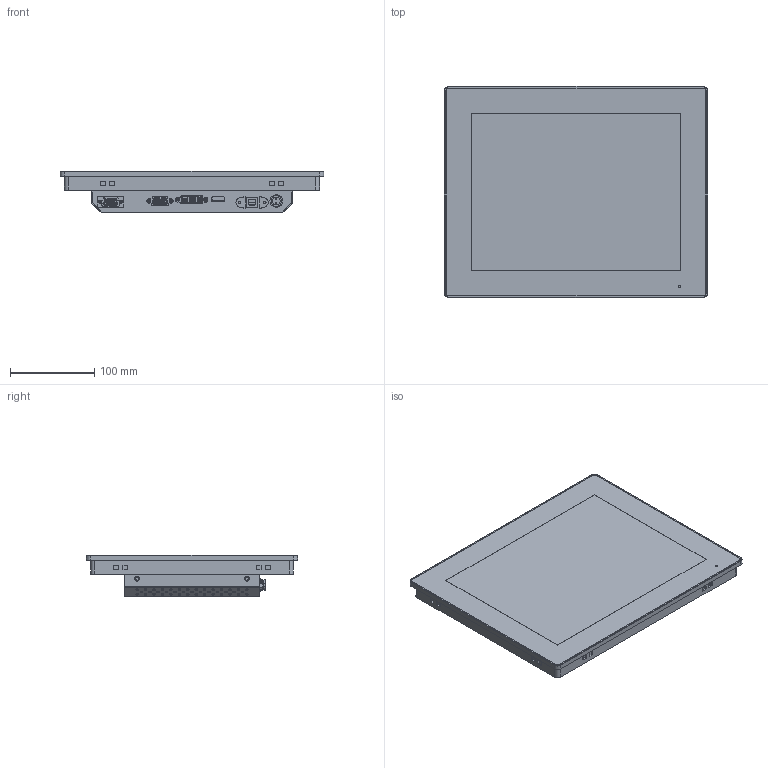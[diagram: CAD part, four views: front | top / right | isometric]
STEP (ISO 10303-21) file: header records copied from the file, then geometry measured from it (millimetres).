
FILE_DESCRIPTION (( 'STEP AP203' ), '1' );
FILE_NAME ('HT-12T-G珆尨ん.STEP', '2021-10-12T02:26:38', ( '' ), ( '' ), 'SwSTEP 2.0', 'SolidWorks 2016', '' );
FILE_SCHEMA (( 'CONFIG_CONTROL_DESIGN' ));
Length unit declared in the file: millimetre
Products named in the file (11): JZ-VDH58L V1.0; 9p_蕼偞_1; DVI-I_R; 漆杻萇埭諳; vga-171220; JZ-VDH58L; 梓袧源諳USB_蕼偞_1; 醱啣; 238奻裔; HT-12T-G珆尨ん; 珆尨ん耀郪
Assembly tree (10 placements, depth 4):
  HT-12T-G珆尨ん
    醱啣
    珆尨ん耀郪
      9p_蕼偞_1
      梓袧源諳USB_蕼偞_1
      漆杻萇埭諳
      238奻裔
      JZ-VDH58L V1.0
        JZ-VDH58L
        DVI-I_R
        vga-171220
Bounding box: 312 x 250 x 49.5 mm (x, y, z)
Volume: 1566806.6 mm3; surface area: 515314.3 mm2
Topology: 3 solids, 58 shells, 2390 faces, 6015 edges, 3927 vertices
Faces by surface type: plane 1358, cylinder 755, cone 131, bspline 79, torus 67
Entity records: 76883 total; most frequent: CARTESIAN_POINT 16968, DIRECTION 12247, ORIENTED_EDGE 11982, EDGE_CURVE 5991, AXIS2_PLACEMENT_3D 4110, VECTOR 4027, LINE 4027, VERTEX_POINT 3927
